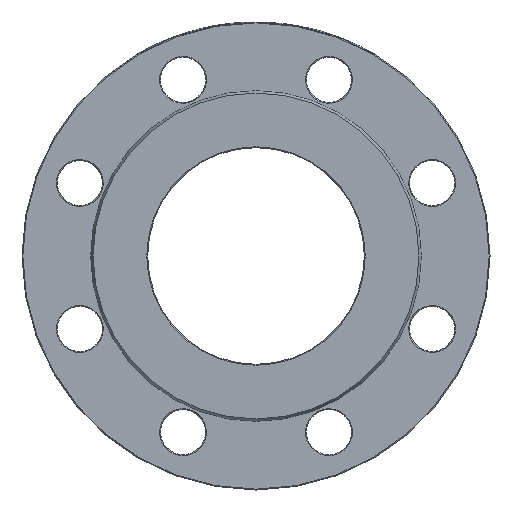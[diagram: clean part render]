
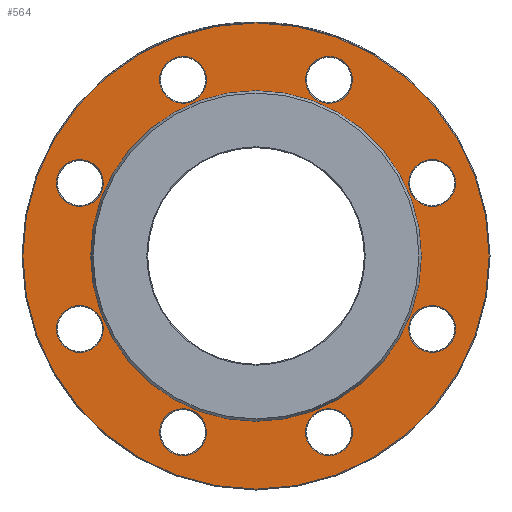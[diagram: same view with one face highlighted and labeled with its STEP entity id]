
A CAD part, left-side view. The second image highlights one B-rep face of the part: STEP entity #564.
In plain terms, the highlighted planar face has unit normal (-1, 0, 0).
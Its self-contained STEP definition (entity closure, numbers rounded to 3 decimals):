
#37 = CARTESIAN_POINT ( 'NONE',  ( 3., 101.627, -42.095 ) ) ;
#157 = ORIENTED_EDGE ( 'NONE', *, *, #3775, .T. ) ;
#204 = DIRECTION ( 'NONE',  ( 1., 0., 0. ) ) ;
#252 = VERTEX_POINT ( 'NONE', #4895 ) ;
#322 = CIRCLE ( 'NONE', #5039, 13.5 ) ;
#419 = CARTESIAN_POINT ( 'NONE',  ( 3., 95.399, 0. ) ) ;
#528 = EDGE_LOOP ( 'NONE', ( #157 ) ) ;
#564 = ADVANCED_FACE ( 'NONE', ( #7098, #7618, #1677, #3755, #5580, #8218, #7059, #6974, #4929, #5668 ), #6365, .F. ) ;
#678 = DIRECTION ( 'NONE',  ( 0., -1., 0. ) ) ;
#768 = DIRECTION ( 'NONE',  ( 0., 0., -1. ) ) ;
#769 = EDGE_LOOP ( 'NONE', ( #4505 ) ) ;
#864 = VERTEX_POINT ( 'NONE', #989 ) ;
#906 = VERTEX_POINT ( 'NONE', #4325 ) ;
#920 = DIRECTION ( 'NONE',  ( 1., 0., 0. ) ) ;
#980 = DIRECTION ( 'NONE',  ( 1., 0., 0. ) ) ;
#989 = CARTESIAN_POINT ( 'NONE',  ( 3., 111.173, 32.549 ) ) ;
#1025 = ORIENTED_EDGE ( 'NONE', *, *, #5150, .T. ) ;
#1112 = CIRCLE ( 'NONE', #5960, 13.5 ) ;
#1153 = DIRECTION ( 'NONE',  ( -1., 0., 0. ) ) ;
#1298 = ORIENTED_EDGE ( 'NONE', *, *, #1885, .T. ) ;
#1554 = VERTEX_POINT ( 'NONE', #4813 ) ;
#1569 = DIRECTION ( 'NONE',  ( 0., 0.707, -0.707 ) ) ;
#1602 = CARTESIAN_POINT ( 'NONE',  ( 3., 0., 95.399 ) ) ;
#1677 = FACE_BOUND ( 'NONE', #2945, .T. ) ;
#1885 = EDGE_CURVE ( 'NONE', #8229, #8229, #1112, .T. ) ;
#1984 = DIRECTION ( 'NONE',  ( 1., 0., 0. ) ) ;
#2061 = CARTESIAN_POINT ( 'NONE',  ( 3., -42.095, -101.627 ) ) ;
#2154 = CARTESIAN_POINT ( 'NONE',  ( 3., -101.627, 42.095 ) ) ;
#2202 = CARTESIAN_POINT ( 'NONE',  ( 3., -101.627, 55.595 ) ) ;
#2293 = VERTEX_POINT ( 'NONE', #2857 ) ;
#2335 = CARTESIAN_POINT ( 'NONE',  ( 3., 55.595, 101.627 ) ) ;
#2433 = CIRCLE ( 'NONE', #7145, 13.5 ) ;
#2519 = AXIS2_PLACEMENT_3D ( 'NONE', #4145, #8057, #3459 ) ;
#2524 = DIRECTION ( 'NONE',  ( 0., 1., 0. ) ) ;
#2572 = EDGE_LOOP ( 'NONE', ( #6358 ) ) ;
#2579 = CARTESIAN_POINT ( 'NONE',  ( 3., 0., 0. ) ) ;
#2763 = DIRECTION ( 'NONE',  ( 1., 0., 0. ) ) ;
#2857 = CARTESIAN_POINT ( 'NONE',  ( 3., -32.549, 111.173 ) ) ;
#2945 = EDGE_LOOP ( 'NONE', ( #7616 ) ) ;
#2985 = VERTEX_POINT ( 'NONE', #3678 ) ;
#3032 = CARTESIAN_POINT ( 'NONE',  ( 3., 101.627, -55.595 ) ) ;
#3165 = DIRECTION ( 'NONE',  ( 1., 0., 0. ) ) ;
#3459 = DIRECTION ( 'NONE',  ( 0., -0.707, 0.707 ) ) ;
#3518 = EDGE_CURVE ( 'NONE', #2293, #2293, #6115, .T. ) ;
#3525 = EDGE_CURVE ( 'NONE', #906, #906, #7221, .T. ) ;
#3575 = CARTESIAN_POINT ( 'NONE',  ( 3., 0., 0. ) ) ;
#3588 = VERTEX_POINT ( 'NONE', #2202 ) ;
#3678 = CARTESIAN_POINT ( 'NONE',  ( 3., 32.549, -111.173 ) ) ;
#3755 = FACE_BOUND ( 'NONE', #3872, .T. ) ;
#3775 = EDGE_CURVE ( 'NONE', #4852, #4852, #2433, .T. ) ;
#3810 = EDGE_LOOP ( 'NONE', ( #6092 ) ) ;
#3852 = ORIENTED_EDGE ( 'NONE', *, *, #5160, .T. ) ;
#3872 = EDGE_LOOP ( 'NONE', ( #8365 ) ) ;
#3895 = EDGE_CURVE ( 'NONE', #1554, #1554, #4507, .T. ) ;
#4058 = DIRECTION ( 'NONE',  ( 0., 0., 1. ) ) ;
#4118 = EDGE_LOOP ( 'NONE', ( #3852 ) ) ;
#4145 = CARTESIAN_POINT ( 'NONE',  ( 3., -101.627, -42.095 ) ) ;
#4237 = ORIENTED_EDGE ( 'NONE', *, *, #6495, .F. ) ;
#4325 = CARTESIAN_POINT ( 'NONE',  ( 3., -111.173, -32.549 ) ) ;
#4337 = AXIS2_PLACEMENT_3D ( 'NONE', #4910, #920, #1569 ) ;
#4342 = CIRCLE ( 'NONE', #5459, 13.5 ) ;
#4505 = ORIENTED_EDGE ( 'NONE', *, *, #3525, .T. ) ;
#4507 = CIRCLE ( 'NONE', #6728, 134.5 ) ;
#4509 = EDGE_CURVE ( 'NONE', #3588, #3588, #322, .T. ) ;
#4724 = DIRECTION ( 'NONE',  ( 1., 0., 0. ) ) ;
#4751 = AXIS2_PLACEMENT_3D ( 'NONE', #419, #980, #7018 ) ;
#4769 = DIRECTION ( 'NONE',  ( 0., 0.707, 0.707 ) ) ;
#4772 = CIRCLE ( 'NONE', #6573, 95.399 ) ;
#4813 = CARTESIAN_POINT ( 'NONE',  ( 3., 0., -134.5 ) ) ;
#4817 = EDGE_LOOP ( 'NONE', ( #1298 ) ) ;
#4852 = VERTEX_POINT ( 'NONE', #3032 ) ;
#4895 = CARTESIAN_POINT ( 'NONE',  ( 3., -55.595, -101.627 ) ) ;
#4910 = CARTESIAN_POINT ( 'NONE',  ( 3., 101.627, 42.095 ) ) ;
#4929 = FACE_OUTER_BOUND ( 'NONE', #2572, .T. ) ;
#5010 = AXIS2_PLACEMENT_3D ( 'NONE', #5462, #4724, #4769 ) ;
#5039 = AXIS2_PLACEMENT_3D ( 'NONE', #2154, #204, #4058 ) ;
#5150 = EDGE_CURVE ( 'NONE', #864, #864, #7800, .T. ) ;
#5160 = EDGE_CURVE ( 'NONE', #2985, #2985, #5452, .T. ) ;
#5452 = CIRCLE ( 'NONE', #5729, 13.5 ) ;
#5459 = AXIS2_PLACEMENT_3D ( 'NONE', #2061, #2763, #678 ) ;
#5462 = CARTESIAN_POINT ( 'NONE',  ( 3., -42.095, 101.627 ) ) ;
#5580 = FACE_BOUND ( 'NONE', #769, .T. ) ;
#5668 = FACE_BOUND ( 'NONE', #6227, .T. ) ;
#5729 = AXIS2_PLACEMENT_3D ( 'NONE', #6254, #6778, #6953 ) ;
#5834 = DIRECTION ( 'NONE',  ( 0., 0., 1. ) ) ;
#5960 = AXIS2_PLACEMENT_3D ( 'NONE', #7076, #3165, #2524 ) ;
#6092 = ORIENTED_EDGE ( 'NONE', *, *, #6314, .T. ) ;
#6115 = CIRCLE ( 'NONE', #5010, 13.5 ) ;
#6226 = DIRECTION ( 'NONE',  ( 0., 0., -1. ) ) ;
#6227 = EDGE_LOOP ( 'NONE', ( #4237 ) ) ;
#6254 = CARTESIAN_POINT ( 'NONE',  ( 3., 42.095, -101.627 ) ) ;
#6314 = EDGE_CURVE ( 'NONE', #252, #252, #4342, .T. ) ;
#6358 = ORIENTED_EDGE ( 'NONE', *, *, #3895, .T. ) ;
#6365 = PLANE ( 'NONE',  #4751 ) ;
#6424 = EDGE_LOOP ( 'NONE', ( #1025 ) ) ;
#6495 = EDGE_CURVE ( 'NONE', #7534, #7534, #4772, .T. ) ;
#6573 = AXIS2_PLACEMENT_3D ( 'NONE', #2579, #1153, #5834 ) ;
#6728 = AXIS2_PLACEMENT_3D ( 'NONE', #3575, #8215, #6226 ) ;
#6778 = DIRECTION ( 'NONE',  ( 1., 0., 0. ) ) ;
#6953 = DIRECTION ( 'NONE',  ( 0., -0.707, -0.707 ) ) ;
#6974 = FACE_BOUND ( 'NONE', #528, .T. ) ;
#7018 = DIRECTION ( 'NONE',  ( 0., 0., -1. ) ) ;
#7059 = FACE_BOUND ( 'NONE', #4118, .T. ) ;
#7076 = CARTESIAN_POINT ( 'NONE',  ( 3., 42.095, 101.627 ) ) ;
#7098 = FACE_BOUND ( 'NONE', #6424, .T. ) ;
#7145 = AXIS2_PLACEMENT_3D ( 'NONE', #37, #1984, #768 ) ;
#7221 = CIRCLE ( 'NONE', #2519, 13.5 ) ;
#7534 = VERTEX_POINT ( 'NONE', #1602 ) ;
#7616 = ORIENTED_EDGE ( 'NONE', *, *, #3518, .T. ) ;
#7618 = FACE_BOUND ( 'NONE', #4817, .T. ) ;
#7800 = CIRCLE ( 'NONE', #4337, 13.5 ) ;
#8057 = DIRECTION ( 'NONE',  ( 1., 0., 0. ) ) ;
#8215 = DIRECTION ( 'NONE',  ( -1., 0., 0. ) ) ;
#8218 = FACE_BOUND ( 'NONE', #3810, .T. ) ;
#8229 = VERTEX_POINT ( 'NONE', #2335 ) ;
#8365 = ORIENTED_EDGE ( 'NONE', *, *, #4509, .T. ) ;
